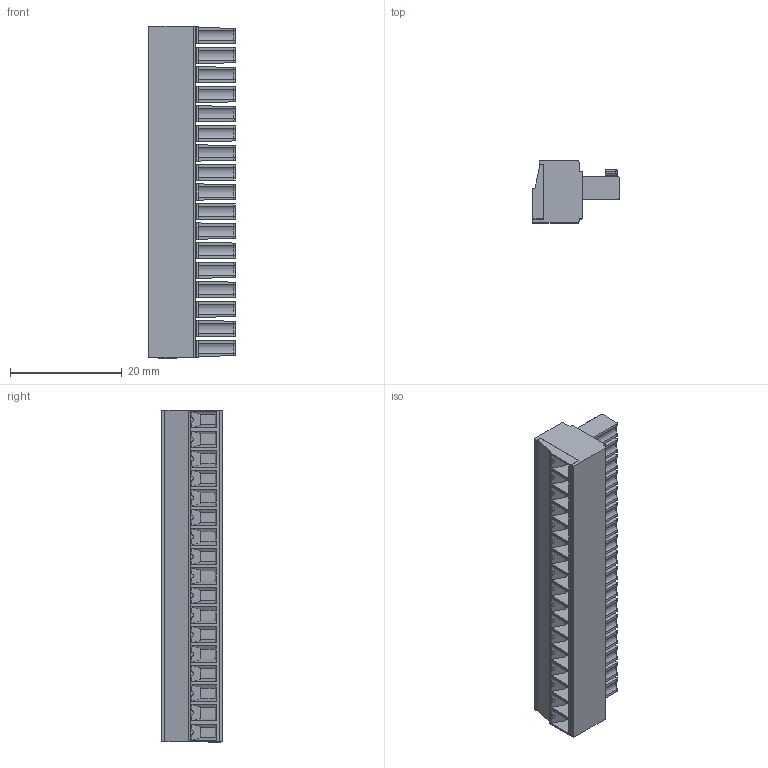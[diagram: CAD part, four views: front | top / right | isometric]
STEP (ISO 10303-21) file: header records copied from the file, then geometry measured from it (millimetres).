
FILE_DESCRIPTION(('STEP AP214'),'1');
FILE_NAME('SH09-7.stp','2018-11-19T09:01:24',(' '),(' '),'Spatial InterOp 3D',' ',' ');
FILE_SCHEMA(('AUTOMOTIVE_DESIGN { 1 0 10303 214 1 1 1 1 }'));
Length unit declared in the file: metre
Products named in the file (1): 1
Bounding box: 15.5 x 11.1 x 59.5 mm (x, y, z)
Volume: 5448.7 mm3; surface area: 6653.8 mm2
Topology: 1 solids, 1 shells, 1299 faces, 3449 edges, 2201 vertices
Faces by surface type: plane 877, cylinder 302, cone 51, torus 35, sphere 34
Full cylindrical faces by diameter (mm): 1.2 x17, 1.8 x8, 2.8 x17, 3 x17
Entity records: 49433 total; most frequent: CARTESIAN_POINT 7425, ORIENTED_EDGE 6486, DIRECTION 6435, EDGE_CURVE 3243, LINE 2435, VECTOR 2435, VERTEX_POINT 2139, AXIS2_PLACEMENT_3D 2000
